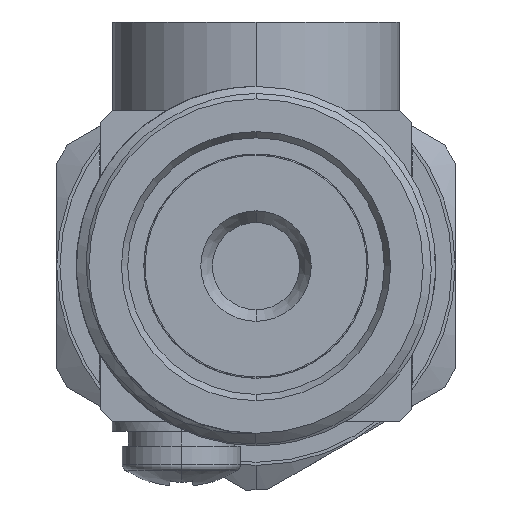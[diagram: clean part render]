
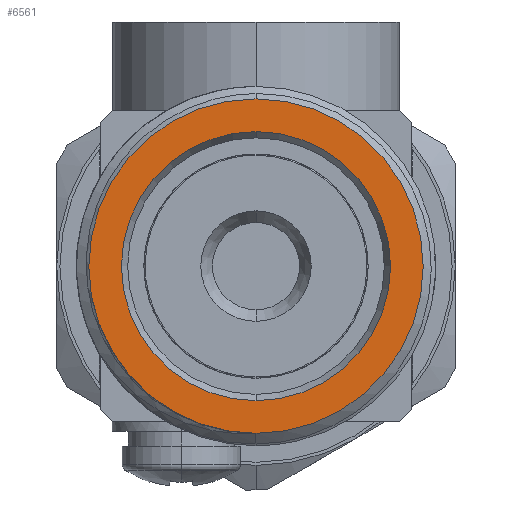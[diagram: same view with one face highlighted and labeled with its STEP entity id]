
A CAD part, left-side view. The second image highlights one B-rep face of the part: STEP entity #6561.
In plain terms, the highlighted planar face has unit normal (-1, 0, 0).
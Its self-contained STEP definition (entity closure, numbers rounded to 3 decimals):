
#152 = ORIENTED_EDGE ( 'NONE', *, *, #1718, .T. ) ;
#299 = DIRECTION ( 'NONE',  ( 0., 0., -1. ) ) ;
#335 = ORIENTED_EDGE ( 'NONE', *, *, #2114, .T. ) ;
#371 = AXIS2_PLACEMENT_3D ( 'NONE', #4772, #1084, #3146 ) ;
#376 = ORIENTED_EDGE ( 'NONE', *, *, #1165, .F. ) ;
#634 = CARTESIAN_POINT ( 'NONE',  ( -23.7, 0., -13.425 ) ) ;
#690 = DIRECTION ( 'NONE',  ( 0., 0., 1. ) ) ;
#1084 = DIRECTION ( 'NONE',  ( -1., 0., 0. ) ) ;
#1165 = EDGE_CURVE ( 'NONE', #1735, #4838, #4664, .T. ) ;
#1190 = EDGE_LOOP ( 'NONE', ( #376, #3022 ) ) ;
#1271 = EDGE_LOOP ( 'NONE', ( #335, #152 ) ) ;
#1471 = CARTESIAN_POINT ( 'NONE',  ( -23.7, 0., 0. ) ) ;
#1478 = DIRECTION ( 'NONE',  ( 1., 0., 0. ) ) ;
#1641 = DIRECTION ( 'NONE',  ( 0., 0., 1. ) ) ;
#1718 = EDGE_CURVE ( 'NONE', #2429, #2035, #6513, .T. ) ;
#1735 = VERTEX_POINT ( 'NONE', #3126 ) ;
#1865 = AXIS2_PLACEMENT_3D ( 'NONE', #2047, #2563, #1641 ) ;
#2015 = AXIS2_PLACEMENT_3D ( 'NONE', #6116, #1478, #3547 ) ;
#2035 = VERTEX_POINT ( 'NONE', #6112 ) ;
#2047 = CARTESIAN_POINT ( 'NONE',  ( -23.7, 0., 0. ) ) ;
#2078 = DIRECTION ( 'NONE',  ( 1., 0., 0. ) ) ;
#2114 = EDGE_CURVE ( 'NONE', #2035, #2429, #6074, .T. ) ;
#2429 = VERTEX_POINT ( 'NONE', #2891 ) ;
#2563 = DIRECTION ( 'NONE',  ( 1., 0., 0. ) ) ;
#2891 = CARTESIAN_POINT ( 'NONE',  ( -23.7, 0., -10.802 ) ) ;
#3022 = ORIENTED_EDGE ( 'NONE', *, *, #4666, .F. ) ;
#3126 = CARTESIAN_POINT ( 'NONE',  ( -23.7, 0., 13.425 ) ) ;
#3146 = DIRECTION ( 'NONE',  ( 0., 0., 1. ) ) ;
#3547 = DIRECTION ( 'NONE',  ( 0., 0., -1. ) ) ;
#4244 = AXIS2_PLACEMENT_3D ( 'NONE', #5325, #2078, #690 ) ;
#4664 = CIRCLE ( 'NONE', #6602, 13.425 ) ;
#4666 = EDGE_CURVE ( 'NONE', #4838, #1735, #6570, .T. ) ;
#4772 = CARTESIAN_POINT ( 'NONE',  ( -23.7, 0., 0. ) ) ;
#4838 = VERTEX_POINT ( 'NONE', #634 ) ;
#5092 = DIRECTION ( 'NONE',  ( 1., 0., 0. ) ) ;
#5325 = CARTESIAN_POINT ( 'NONE',  ( -23.7, 0., 0. ) ) ;
#5713 = PLANE ( 'NONE',  #371 ) ;
#5846 = FACE_OUTER_BOUND ( 'NONE', #1190, .T. ) ;
#6074 = CIRCLE ( 'NONE', #1865, 10.802 ) ;
#6112 = CARTESIAN_POINT ( 'NONE',  ( -23.7, 0., 10.802 ) ) ;
#6116 = CARTESIAN_POINT ( 'NONE',  ( -23.7, 0., 0. ) ) ;
#6289 = FACE_BOUND ( 'NONE', #1271, .T. ) ;
#6513 = CIRCLE ( 'NONE', #4244, 10.802 ) ;
#6561 = ADVANCED_FACE ( 'NONE', ( #5846, #6289 ), #5713, .T. ) ;
#6570 = CIRCLE ( 'NONE', #2015, 13.425 ) ;
#6602 = AXIS2_PLACEMENT_3D ( 'NONE', #1471, #5092, #299 ) ;
